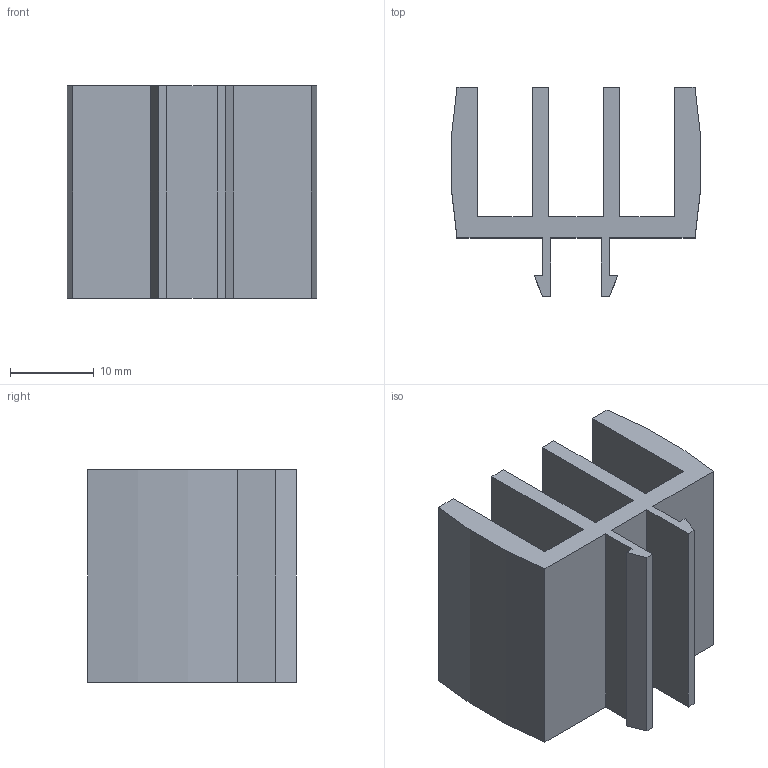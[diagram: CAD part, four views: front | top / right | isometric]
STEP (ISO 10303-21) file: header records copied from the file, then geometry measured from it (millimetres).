
FILE_DESCRIPTION((''),'2;1');
FILE_NAME('22.1075_1 GUIDE PROFILE 3 GRAY.stp','2013-08-07T08:10:56',('Admin'),(''),'Autodesk Inventor 2012','Autodesk Inventor 2012','');
FILE_SCHEMA(('AUTOMOTIVE_DESIGN { 1 0 10303 214 1 1 1 1 }'));
Length unit declared in the file: inch
Products named in the file (1): 22.1075_1 GUIDE PROFILE 3 GRAY
Bounding box: 29.83 x 25 x 25.4 mm (x, y, z)
Volume: 6230 mm3; surface area: 5991 mm2
Topology: 1 solids, 1 shells, 30 faces, 84 edges, 56 vertices
Faces by surface type: plane 28, cylinder 2
Entity records: 980 total; most frequent: CARTESIAN_POINT 171, ORIENTED_EDGE 168, DIRECTION 150, EDGE_CURVE 84, VECTOR 80, LINE 80, VERTEX_POINT 56, AXIS2_PLACEMENT_3D 35
